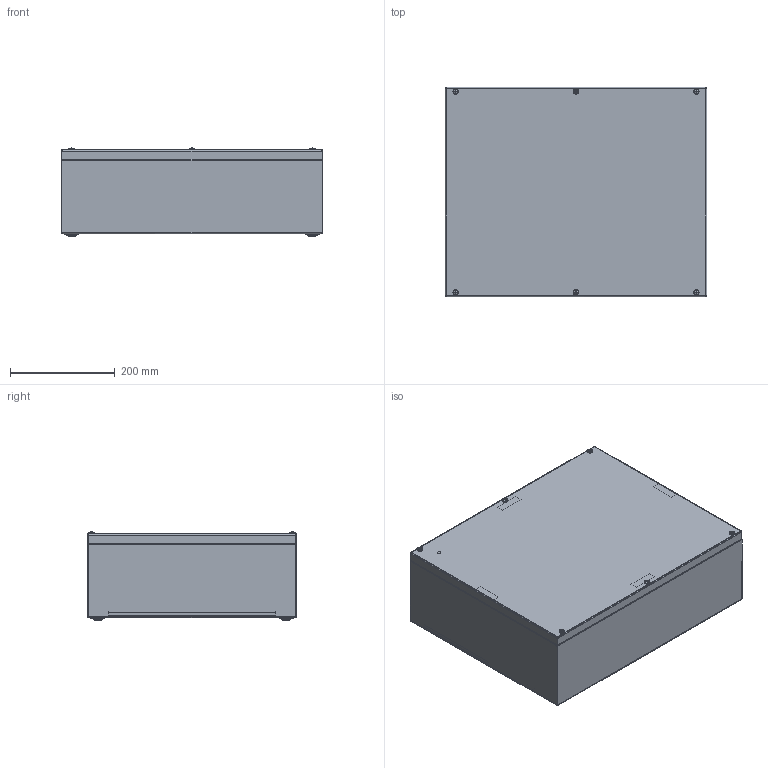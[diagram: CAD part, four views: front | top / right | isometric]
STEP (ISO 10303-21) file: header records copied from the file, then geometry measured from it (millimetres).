
FILE_DESCRIPTION(/* description */ (''),/* implementation_level */ '2;1');
FILE_NAME(/* name */ '20504016000-RST.stp',/* time_stamp */ '2021-09-08T13:23:10+02:00',/* author */ ('sl'),/* organization */ (''),/* preprocessor_version */ 'ST-DEVELOPER v16.5',/* originating_system */ 'Autodesk Inventor 2017',/* authorisation */ '');
FILE_SCHEMA (('AUTOMOTIVE_DESIGN { 1 0 10303 214 3 1 1 }'));
Length unit declared in the file: millimetre
Products named in the file (13): Edelstahl-Gehäuse-18-BG-0001-20504016000; Deckel-Edelstahl-Gehäuse-18-BG-0002-20504016000; 93379; 42037; 93344; 82410; 41070; UT-Edelstahl-Gehäuse-18-BG-0003-20504016000; 42112; 42013; 86003_Bl.1,25; Fuß-Edelstahl-Gehäuse-01-BT-0001-20101006000; Erdung-Edelstahl-Gehäuse-01-BT-0002-20101006000
Assembly tree (34 placements, depth 3):
  Edelstahl-Gehäuse-18-BG-0001-20504016000
    Deckel-Edelstahl-Gehäuse-18-BG-0002-20504016000
      41070  x6
      93344  x6
      82410  x4
      93379
      42037
    UT-Edelstahl-Gehäuse-18-BG-0003-20504016000
      86003_Bl.1,25  x6
      42112  x2
      42013
      Fuß-Edelstahl-Gehäuse-01-BT-0001-20101006000  x4
      Erdung-Edelstahl-Gehäuse-01-BT-0002-20101006000
Bounding box: 500 x 400 x 168.47 mm (x, y, z)
Volume: 997759.4 mm3; surface area: 1548417 mm2
Topology: 32 solids, 32 shells, 888 faces, 1917 edges, 1145 vertices
Faces by surface type: plane 386, cylinder 279, bspline 100, cone 67, torus 28, sphere 28
Full cylindrical faces by diameter (mm): 4.2 x12, 4.7 x1, 5 x57, 5.9 x6, 6 x1, 7 x13, 7.1 x6, 8 x13, 8.5 x4, 9 x6, 10 x10, 10.4 x6, 14 x4
Entity records: 19377 total; most frequent: CARTESIAN_POINT 7985, DIRECTION 2233, ORIENTED_EDGE 2122, EDGE_CURVE 1061, AXIS2_PLACEMENT_3D 845, EDGE_LOOP 702, VERTEX_POINT 655, LINE 543
